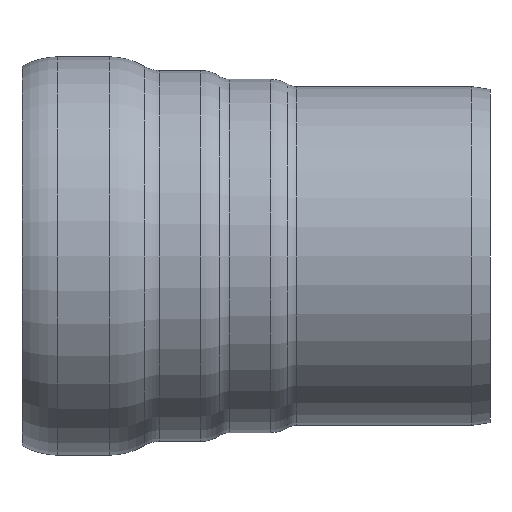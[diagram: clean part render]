
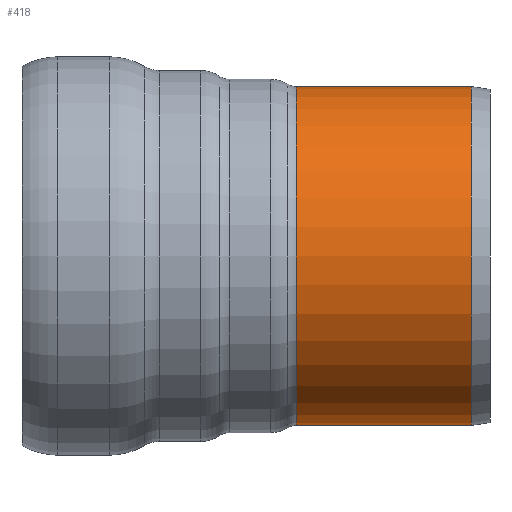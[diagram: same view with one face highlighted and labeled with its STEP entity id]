
A CAD part, left-side view. The second image highlights one B-rep face of the part: STEP entity #418.
In plain terms, the highlighted cylindrical face has radius 1050 mm (diameter 2100 mm), a full revolution.
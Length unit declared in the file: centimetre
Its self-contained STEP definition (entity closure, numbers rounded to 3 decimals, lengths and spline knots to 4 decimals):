
#26=LINE('',#763,#36);
#36=VECTOR('',#616,105.);
#46=CYLINDRICAL_SURFACE('',#479,105.);
#64=FACE_OUTER_BOUND('',#91,.T.);
#91=EDGE_LOOP('',(#333,#334,#335,#336,#337));
#135=CIRCLE('',#477,105.);
#136=CIRCLE('',#478,105.);
#137=CIRCLE('',#480,105.);
#180=VERTEX_POINT('',#755);
#181=VERTEX_POINT('',#757);
#182=VERTEX_POINT('',#761);
#233=EDGE_CURVE('',#181,#180,#135,.T.);
#234=EDGE_CURVE('',#180,#181,#136,.T.);
#235=EDGE_CURVE('',#182,#182,#137,.T.);
#236=EDGE_CURVE('',#182,#181,#26,.T.);
#333=ORIENTED_EDGE('',*,*,#235,.F.);
#334=ORIENTED_EDGE('',*,*,#236,.T.);
#335=ORIENTED_EDGE('',*,*,#233,.T.);
#336=ORIENTED_EDGE('',*,*,#234,.T.);
#337=ORIENTED_EDGE('',*,*,#236,.F.);
#418=ADVANCED_FACE('',(#64),#46,.T.);
#477=AXIS2_PLACEMENT_3D('',#758,#608,#609);
#478=AXIS2_PLACEMENT_3D('',#759,#610,#611);
#479=AXIS2_PLACEMENT_3D('',#760,#612,#613);
#480=AXIS2_PLACEMENT_3D('',#762,#614,#615);
#608=DIRECTION('center_axis',(0.,-1.,0.));
#609=DIRECTION('ref_axis',(1.,0.,0.));
#610=DIRECTION('center_axis',(0.,-1.,0.));
#611=DIRECTION('ref_axis',(1.,0.,0.));
#612=DIRECTION('center_axis',(0.,-1.,0.));
#613=DIRECTION('ref_axis',(-1.,0.,0.));
#614=DIRECTION('center_axis',(0.,-1.,0.));
#615=DIRECTION('ref_axis',(1.,0.,0.));
#616=DIRECTION('',(0.,1.,0.));
#755=CARTESIAN_POINT('',(853.6088,346.4935,105.));
#757=CARTESIAN_POINT('',(958.6088,346.4935,0.));
#758=CARTESIAN_POINT('Origin',(853.6088,346.4935,0.));
#759=CARTESIAN_POINT('Origin',(853.6088,346.4935,0.));
#760=CARTESIAN_POINT('Origin',(853.6088,292.2533,0.));
#761=CARTESIAN_POINT('',(958.6088,238.0131,0.));
#762=CARTESIAN_POINT('Origin',(853.6088,238.0131,0.));
#763=CARTESIAN_POINT('',(958.6088,292.2533,0.));
